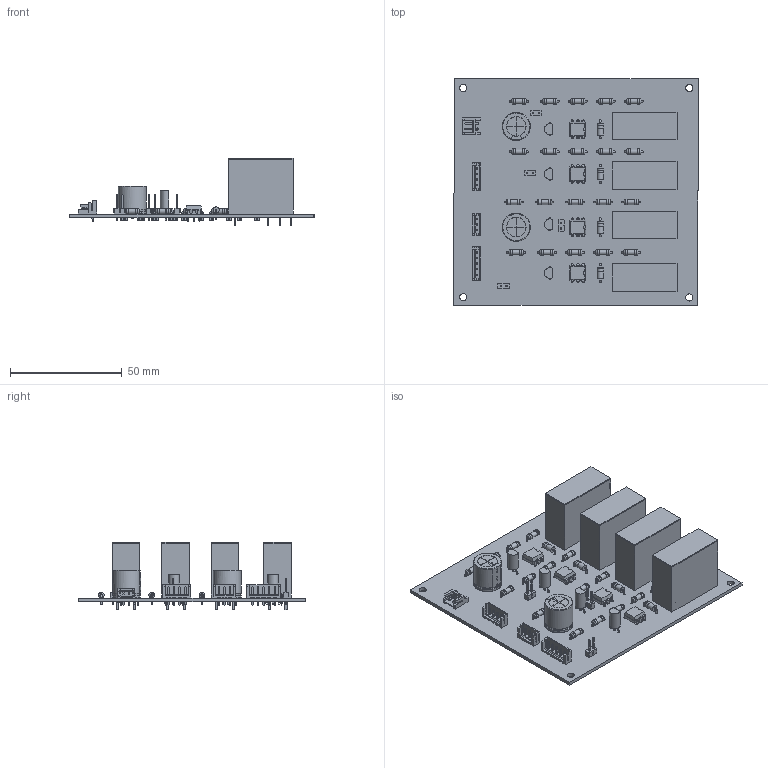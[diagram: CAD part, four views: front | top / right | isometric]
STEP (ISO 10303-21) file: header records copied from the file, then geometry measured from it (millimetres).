
FILE_DESCRIPTION(('KiCad electronic assembly'),'2;1');
FILE_NAME('SDC.step','2024-08-25T21:14:53',('Pcbnew'),('Kicad'), 'Open CASCADE STEP processor 7.7','KiCad to STEP converter','Unknown' );
FILE_SCHEMA(('AUTOMOTIVE_DESIGN { 1 0 10303 214 1 1 1 1 }'));
Length unit declared in the file: millimetre
Products named in the file (24): SDC 1; R_Axial_DIN0207_L6.3mm_D2.5mm_P7.62mm_Horizontal; R_Axial_DIN0207_L63mm_D25mm_P762mm_Horizontal; PinHeader_1x02_P2.54mm_Vertical; PinHeader_1x02_P254mm_Vertical; D_A-405_P7.62mm_Horizontal; TO-92L_Inline_Wide; Relay_DPDT_Finder_40.52; JST_EH_S2B-EH_1x02_P2.50mm_Horizontal; JST_S2B_EH; DIP-6_W7.62mm; CP_Radial_D12.5mm_P7.50mm; CP_Radial_D125mm_P750mm; JST_EH_B5B-EH-A_1x05_P2.50mm_Vertical; JST_B5B_EH_A; JST_EH_B4B-EH-A_1x04_P2.50mm_Vertical; JST_B4B_EH_A; JST_EH_B3B-EH-A_1x03_P2.50mm_Vertical; JST_B3B_EH_A; SDC_PCB
Assembly tree (58 placements, depth 3):
  SDC 1
    R_Axial_DIN0207_L6.3mm_D2.5mm_P7.62mm_Horizontal  x20
      R_Axial_DIN0207_L63mm_D25mm_P762mm_Horizontal
    PinHeader_1x02_P2.54mm_Vertical  x4
      PinHeader_1x02_P254mm_Vertical
    D_A-405_P7.62mm_Horizontal  x4
      D_A-405_P7.62mm_Horizontal
    TO-92L_Inline_Wide  x4
      TO-92L_Inline_Wide
    Relay_DPDT_Finder_40.52  x4
      Relay_DPDT_Finder_40.52
    JST_EH_S2B-EH_1x02_P2.50mm_Horizontal
      JST_S2B_EH
    DIP-6_W7.62mm  x4
      DIP-6_W7.62mm
    CP_Radial_D12.5mm_P7.50mm  x2
      CP_Radial_D125mm_P750mm
    JST_EH_B5B-EH-A_1x05_P2.50mm_Vertical
      JST_B5B_EH_A
    JST_EH_B4B-EH-A_1x04_P2.50mm_Vertical
      JST_B4B_EH_A
    JST_EH_B3B-EH-A_1x03_P2.50mm_Vertical
      JST_B3B_EH_A
    SDC_PCB
Bounding box: 109.25 x 101 x 30.3 mm (x, y, z)
Volume: 41976.4 mm3; surface area: 58065.1 mm2
Topology: 51 solids, 53 shells, 2166 faces, 5174 edges, 3322 vertices
Faces by surface type: plane 1600, cylinder 376, torus 92, bspline 86, revolution 12
Full cylindrical faces by diameter (mm): 0.6 x56, 0.8 x76, 0.9 x12, 0.95 x12, 1 x10, 1.2 x4, 1.5 x32, 2.25 x20, 2.5 x40, 2.7 x8, 2.72 x4, 3.2 x4, 9.4 x4, 10 x8
Entity records: 37992 total; most frequent: CARTESIAN_POINT 6833, ORIENTED_EDGE 5078, DIRECTION 4922, EDGE_CURVE 2539, LINE 2062, VECTOR 2062, VERTEX_POINT 1647, AXIS2_PLACEMENT_3D 1427
